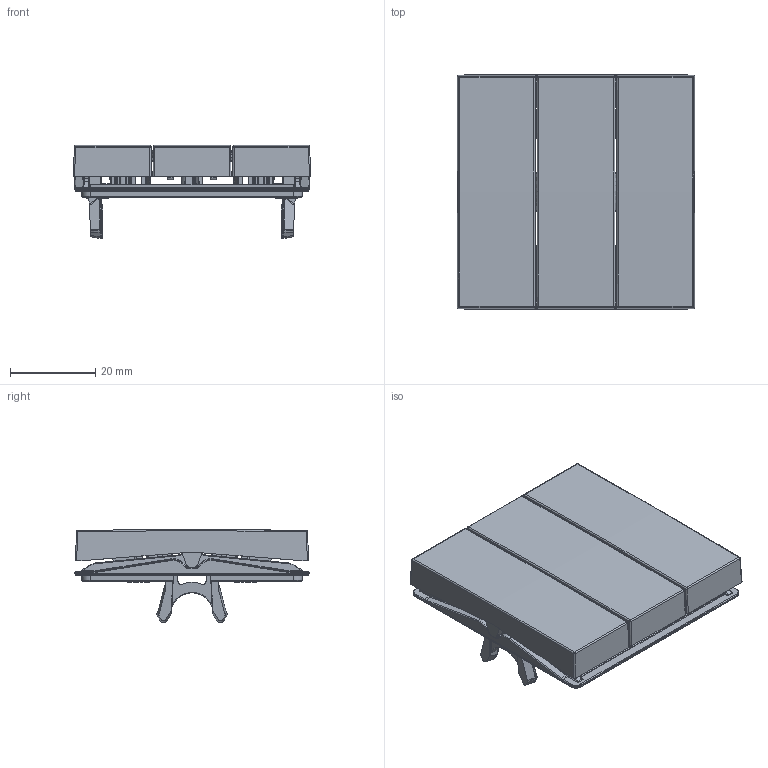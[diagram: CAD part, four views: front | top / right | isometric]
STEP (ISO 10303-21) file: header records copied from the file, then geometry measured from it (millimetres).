
FILE_DESCRIPTION((''),'2;1');
FILE_NAME('WAW3000_GEN_ASM','2025-03-13T09:18:22',('colosir'),(''),'CREO PARAMETRIC BY PTC INC, 2023154','CREO PARAMETRIC BY PTC INC, 2023154','');
FILE_SCHEMA(('AUTOMOTIVE_DESIGN { 1 0 10303 214 1 1 1 1 }'));
Length unit declared in the file: millimetre
Products named in the file (5): W4G0189_18; W1D1222_GEN; W1A2191_GEN; W1A2192_GEN; WAW3000_GEN_ASM
Assembly tree (5 placements, depth 2):
  WAW3000_GEN_ASM
    W4G0189_18
    W1D1222_GEN
    W1A2191_GEN  x2
    W1A2192_GEN
Bounding box: 55.6 x 54.8 x 21.81 mm (x, y, z)
Volume: 14152.1 mm3; surface area: 16500 mm2
Topology: 4 solids, 4 shells, 3731 faces, 9818 edges, 6192 vertices
Faces by surface type: plane 1894, cylinder 703, bspline 452, extrusion 348, torus 132, sphere 120, cone 82
Entity records: 114179 total; most frequent: CARTESIAN_POINT 43586, ORIENTED_EDGE 15842, DIRECTION 12459, EDGE_CURVE 7921, VECTOR 5451, LINE 5190, VERTEX_POINT 5026, AXIS2_PLACEMENT_3D 3504
